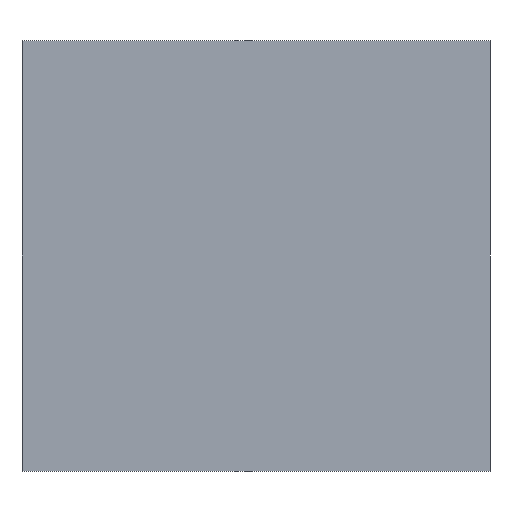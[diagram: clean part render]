
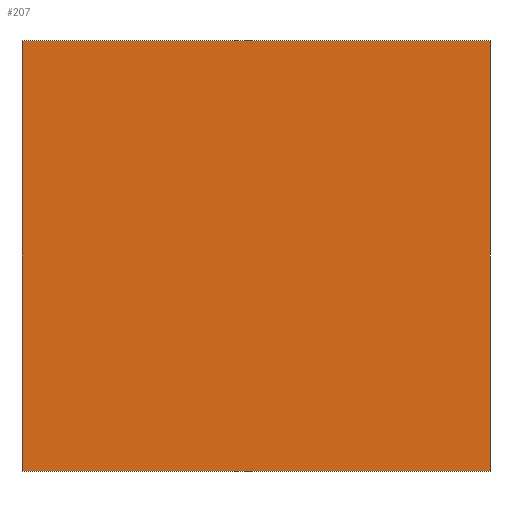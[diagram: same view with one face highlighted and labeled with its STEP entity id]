
A CAD part, front view. The second image highlights one B-rep face of the part: STEP entity #207.
In plain terms, the highlighted planar face has unit normal (0, -1, 0).
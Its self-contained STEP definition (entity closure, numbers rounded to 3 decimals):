
#5 = ORIENTED_EDGE ( 'NONE', *, *, #76, .F. ) ;
#9 = EDGE_CURVE ( 'NONE', #49, #223, #64, .T. ) ;
#31 = PLANE ( 'NONE',  #69 ) ;
#32 = CARTESIAN_POINT ( 'NONE',  ( -21.543, 0., -15.978 ) ) ;
#33 = CARTESIAN_POINT ( 'NONE',  ( 27.288, 0., -15.978 ) ) ;
#35 = CARTESIAN_POINT ( 'NONE',  ( -21.543, 0., -15.978 ) ) ;
#37 = LINE ( 'NONE', #70, #56 ) ;
#44 = LINE ( 'NONE', #32, #67 ) ;
#46 = LINE ( 'NONE', #35, #213 ) ;
#49 = VERTEX_POINT ( 'NONE', #129 ) ;
#56 = VECTOR ( 'NONE', #148, 1000. ) ;
#64 = LINE ( 'NONE', #218, #163 ) ;
#65 = EDGE_CURVE ( 'NONE', #127, #49, #37, .T. ) ;
#67 = VECTOR ( 'NONE', #120, 1000. ) ;
#69 = AXIS2_PLACEMENT_3D ( 'NONE', #232, #113, #168 ) ;
#70 = CARTESIAN_POINT ( 'NONE',  ( -21.543, 0., 28.904 ) ) ;
#76 = EDGE_CURVE ( 'NONE', #223, #176, #44, .T. ) ;
#78 = CARTESIAN_POINT ( 'NONE',  ( -21.543, 0., 28.904 ) ) ;
#92 = ORIENTED_EDGE ( 'NONE', *, *, #65, .F. ) ;
#113 = DIRECTION ( 'NONE',  ( 0., 1., 0. ) ) ;
#120 = DIRECTION ( 'NONE',  ( -1., 0., 0. ) ) ;
#126 = ORIENTED_EDGE ( 'NONE', *, *, #195, .F. ) ;
#127 = VERTEX_POINT ( 'NONE', #78 ) ;
#129 = CARTESIAN_POINT ( 'NONE',  ( 27.288, 0., 28.904 ) ) ;
#137 = DIRECTION ( 'NONE',  ( 0., 0., 1. ) ) ;
#148 = DIRECTION ( 'NONE',  ( 1., 0., 0. ) ) ;
#163 = VECTOR ( 'NONE', #233, 1000. ) ;
#168 = DIRECTION ( 'NONE',  ( 0., 0., 1. ) ) ;
#176 = VERTEX_POINT ( 'NONE', #187 ) ;
#180 = FACE_OUTER_BOUND ( 'NONE', #234, .T. ) ;
#187 = CARTESIAN_POINT ( 'NONE',  ( -21.543, 0., -15.978 ) ) ;
#195 = EDGE_CURVE ( 'NONE', #176, #127, #46, .T. ) ;
#207 = ADVANCED_FACE ( 'NONE', ( #180 ), #31, .F. ) ;
#213 = VECTOR ( 'NONE', #137, 1000. ) ;
#218 = CARTESIAN_POINT ( 'NONE',  ( 27.288, 0., -15.978 ) ) ;
#223 = VERTEX_POINT ( 'NONE', #33 ) ;
#229 = ORIENTED_EDGE ( 'NONE', *, *, #9, .F. ) ;
#232 = CARTESIAN_POINT ( 'NONE',  ( 0., 0., 0. ) ) ;
#233 = DIRECTION ( 'NONE',  ( 0., 0., -1. ) ) ;
#234 = EDGE_LOOP ( 'NONE', ( #126, #5, #229, #92 ) ) ;
